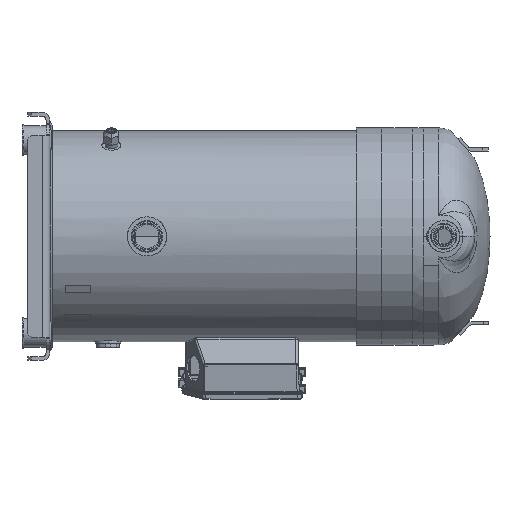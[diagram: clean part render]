
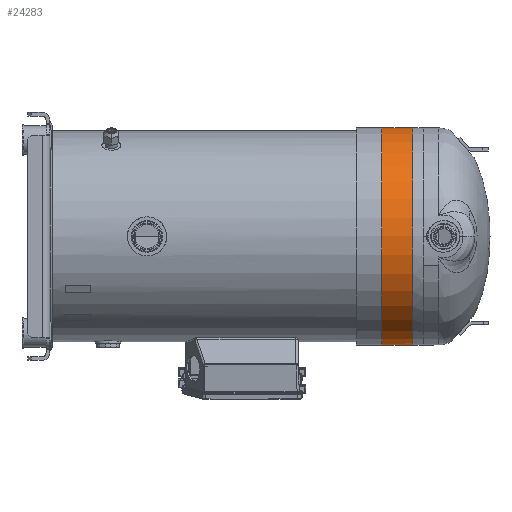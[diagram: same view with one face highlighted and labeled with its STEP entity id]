
A CAD part, left-side view. The second image highlights one B-rep face of the part: STEP entity #24283.
In plain terms, the highlighted conical face has half-angle 0.269 degrees and reference radius 171.965 mm.
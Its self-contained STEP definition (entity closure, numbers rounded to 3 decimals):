
#21414=DIRECTION('',(-0.005,1.,0.));
#21415=VECTOR('',#21414,49.001);
#21416=CARTESIAN_POINT('',(172.08,40.009,0.));
#21417=LINE('',#21416,#21415);
#21418=DIRECTION('',(0.005,1.,0.));
#21419=VECTOR('',#21418,49.001);
#21420=CARTESIAN_POINT('',(-172.08,40.009,0.));
#21421=LINE('',#21420,#21419);
#21427=CARTESIAN_POINT('',(0.,40.009,0.));
#21428=DIRECTION('',(0.,-1.,0.));
#21429=DIRECTION('',(1.,0.,0.));
#21430=AXIS2_PLACEMENT_3D('',#21427,#21428,#21429);
#21432=CARTESIAN_POINT('',(0.,89.009,0.));
#21433=DIRECTION('',(0.,-1.,0.));
#21434=DIRECTION('',(1.,0.,0.));
#21435=AXIS2_PLACEMENT_3D('',#21432,#21433,#21434);
#24019=CARTESIAN_POINT('',(172.08,40.009,0.));
#24021=VERTEX_POINT('',#24019);
#24022=CARTESIAN_POINT('',(171.85,89.009,0.));
#24023=VERTEX_POINT('',#24022);
#24027=CARTESIAN_POINT('',(-172.08,40.009,0.));
#24029=VERTEX_POINT('',#24027);
#24030=CARTESIAN_POINT('',(-171.85,89.009,0.));
#24031=VERTEX_POINT('',#24030);
#24271=CARTESIAN_POINT('',(0.,64.509,0.));
#24272=DIRECTION('',(0.,-1.,0.));
#24273=DIRECTION('',(-1.,0.,0.));
#24274=AXIS2_PLACEMENT_3D('',#24271,#24272,#24273);
#24275=CONICAL_SURFACE('',#24274,171.965,0.269);
#24276=ORIENTED_EDGE('',*,*,#24261,.F.);
#24277=ORIENTED_EDGE('',*,*,#24238,.T.);
#24278=ORIENTED_EDGE('',*,*,#24265,.T.);
#24280=ORIENTED_EDGE('',*,*,#24279,.F.);
#24281=EDGE_LOOP('',(#24276,#24277,#24278,#24280));
#24282=FACE_OUTER_BOUND('',#24281,.F.);
#24283=ADVANCED_FACE('',(#24282),#24275,.T.);
#21431=CIRCLE('',#21430,172.08);
#21436=CIRCLE('',#21435,171.85);
#24238=EDGE_CURVE('',#24021,#24029,#21431,.T.);
#24261=EDGE_CURVE('',#24021,#24023,#21417,.T.);
#24265=EDGE_CURVE('',#24029,#24031,#21421,.T.);
#24279=EDGE_CURVE('',#24023,#24031,#21436,.T.);
